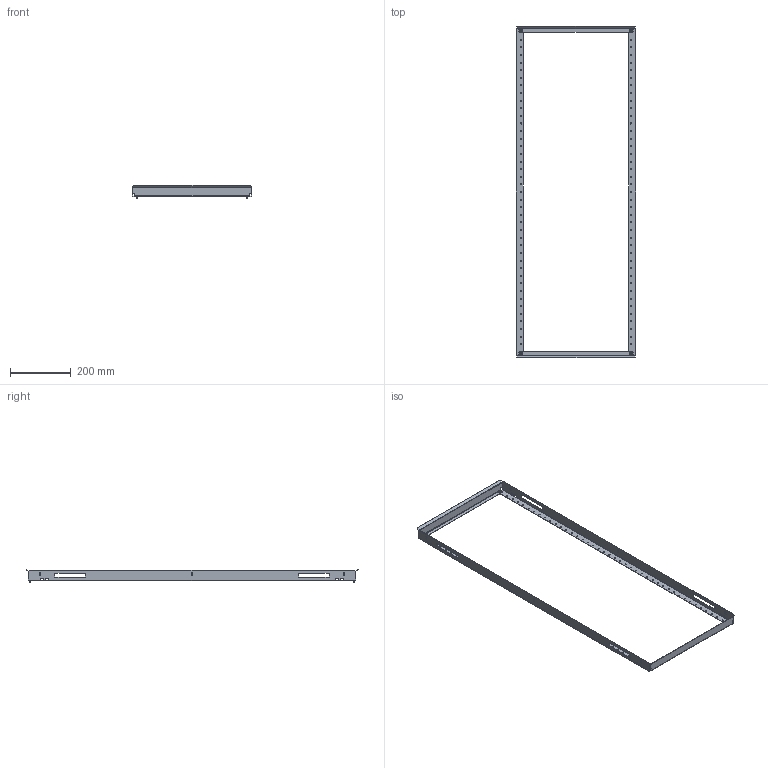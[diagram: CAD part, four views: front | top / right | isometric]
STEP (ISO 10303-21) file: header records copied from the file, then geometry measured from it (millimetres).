
FILE_DESCRIPTION (( 'STEP AP214' ), '1' );
FILE_NAME ('YKV-RAMA1-1800-450 Ðàìà ïîä ïàíåëè ËÃ.ËÌÀ äëÿ ÂÐÓ 1800õ450õÕÕÕ (Í=1100) SMART.STEP', '2020-02-20T07:28:57', ( '' ), ( '' ), 'SwSTEP 2.0', 'SolidWorks 2017', '' );
FILE_SCHEMA (( 'AUTOMOTIVE_DESIGN' ));
Length unit declared in the file: millimetre
Products named in the file (4): Âèíò ðåçüáîâûäàâëèâàþùèé Ì4x8_-00; 烂扰 252.05.001 鱼铍铌 忮痱桕嚯_-03; YKV-RAMA1-1800-450 Ðàìà ïîä ïàíåëè ËÃ.ËÌÀ äëÿ ÂÐÓ 1800õ450õÕÕÕ (Í=1100) SMART; ÀÃÈÅ 252.05.002 Çàãëóøêà_€ƒˆ… 252.05.002
Assembly tree (8 placements, depth 2):
  YKV-RAMA1-1800-450 Ðàìà ïîä ïàíåëè ËÃ.ËÌÀ äëÿ ÂÐÓ 1800õ450õÕÕÕ (Í=1100) SMART
    烂扰 252.05.001 鱼铍铌 忮痱桕嚯_-03  x2
    ÀÃÈÅ 252.05.002 Çàãëóøêà_€ƒˆ… 252.05.002  x2
    Âèíò ðåçüáîâûäàâëèâàþùèé Ì4x8_-00  x4
Bounding box: 392.4 x 1090.14 x 42.77 mm (x, y, z)
Volume: 189810.7 mm3; surface area: 314593.7 mm2
Topology: 8 solids, 8 shells, 498 faces, 1414 edges, 924 vertices
Faces by surface type: cylinder 266, plane 192, bspline 24, torus 8, sphere 8
Entity records: 8469 total; most frequent: CARTESIAN_POINT 2243, DIRECTION 1285, ORIENTED_EDGE 1246, EDGE_CURVE 623, AXIS2_PLACEMENT_3D 482, VERTEX_POINT 404, LINE 321, EDGE_LOOP 321
